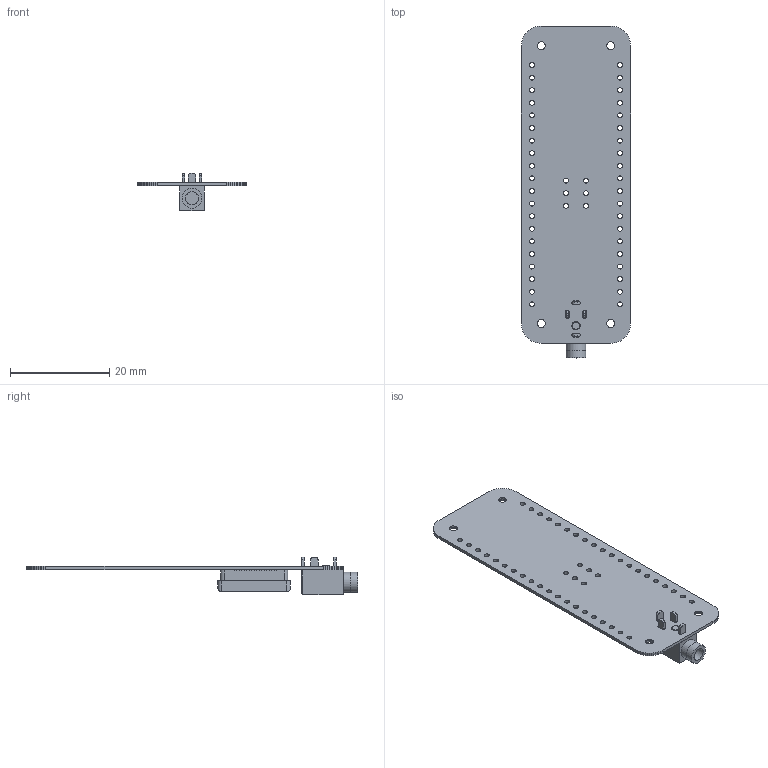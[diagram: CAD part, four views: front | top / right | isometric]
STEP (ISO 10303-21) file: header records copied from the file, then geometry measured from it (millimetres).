
FILE_DESCRIPTION(('KiCad electronic assembly'),'2;1');
FILE_NAME('CONTROLLER_pico.step','2023-05-27T13:22:15',('Pcbnew'),( 'Kicad'),'Open CASCADE STEP processor 7.5','KiCad to STEP converter' ,'Unknown');
FILE_SCHEMA(('AUTOMOTIVE_DESIGN { 1 0 10303 214 1 1 1 1 }'));
Length unit declared in the file: millimetre
Products named in the file (6): CONTROLLER_pico 1; jack2.5_PJ-210B; SOLID; XF2J-1824-12A; CONTROLLER_pico PCB
Assembly tree (5 placements, depth 3):
  CONTROLLER_pico 1
    jack2.5_PJ-210B
      SOLID
    XF2J-1824-12A
      SOLID
    CONTROLLER_pico PCB
Bounding box: 22 x 66.94 x 7.5 mm (x, y, z)
Volume: 1187.1 mm3; surface area: 3526.2 mm2
Topology: 3 solids, 3 shells, 490 faces, 1419 edges, 943 vertices
Faces by surface type: plane 422, cylinder 68
Full cylindrical faces by diameter (mm): 1 x46, 1.5 x1, 2.6 x1, 4 x1, 4.02 x1
Entity records: 35927 total; most frequent: CARTESIAN_POINT 6504, DIRECTION 5266, LINE 3975, VECTOR 3975, ORIENTED_EDGE 2838, PCURVE 2838, DEFINITIONAL_REPRESENTATION 2838, EDGE_CURVE 1419
